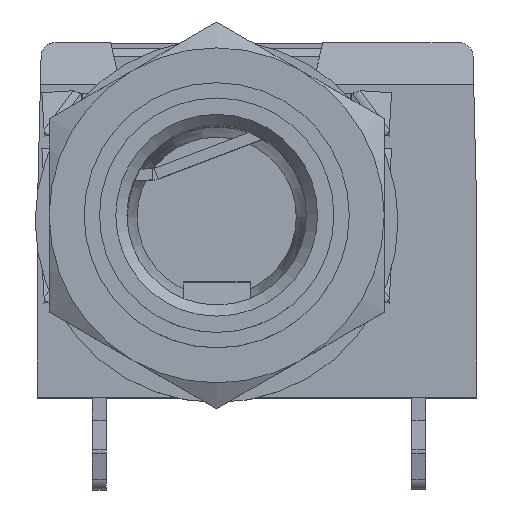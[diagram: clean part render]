
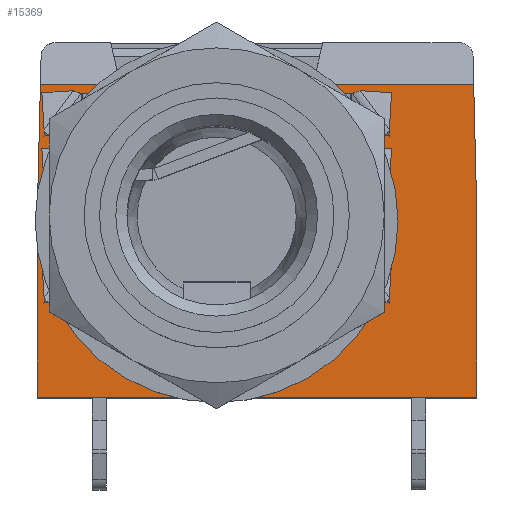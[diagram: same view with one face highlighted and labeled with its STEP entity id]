
A CAD part, top view. The second image highlights one B-rep face of the part: STEP entity #15369.
In plain terms, the highlighted planar face has unit normal (0, 0, 1).
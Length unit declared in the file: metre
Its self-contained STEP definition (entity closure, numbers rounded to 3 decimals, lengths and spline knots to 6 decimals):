
#306=CIRCLE('',#16335,0.0037);
#1735=ORIENTED_EDGE('',*,*,#6023,.F.);
#1736=ORIENTED_EDGE('',*,*,#6024,.T.);
#1737=ORIENTED_EDGE('',*,*,#6025,.T.);
#1738=ORIENTED_EDGE('',*,*,#6026,.T.);
#1739=ORIENTED_EDGE('',*,*,#5692,.F.);
#1740=ORIENTED_EDGE('',*,*,#6027,.T.);
#1741=ORIENTED_EDGE('',*,*,#6028,.T.);
#1742=ORIENTED_EDGE('',*,*,#6029,.T.);
#1743=ORIENTED_EDGE('',*,*,#6030,.F.);
#1744=ORIENTED_EDGE('',*,*,#6031,.F.);
#1745=ORIENTED_EDGE('',*,*,#5820,.F.);
#1746=ORIENTED_EDGE('',*,*,#6032,.F.);
#5692=EDGE_CURVE('',#7901,#7902,#306,.T.);
#5820=EDGE_CURVE('',#8018,#8019,#9489,.T.);
#6023=EDGE_CURVE('',#8180,#8181,#9684,.T.);
#6024=EDGE_CURVE('',#8180,#8182,#9685,.T.);
#6025=EDGE_CURVE('',#8182,#8183,#9686,.T.);
#6026=EDGE_CURVE('',#8183,#7902,#9687,.T.);
#6027=EDGE_CURVE('',#7901,#8184,#9688,.T.);
#6028=EDGE_CURVE('',#8184,#8185,#9689,.T.);
#6029=EDGE_CURVE('',#8185,#8186,#9690,.T.);
#6030=EDGE_CURVE('',#8187,#8186,#9691,.T.);
#6031=EDGE_CURVE('',#8019,#8187,#9692,.T.);
#6032=EDGE_CURVE('',#8181,#8018,#9693,.T.);
#7901=VERTEX_POINT('',#22351);
#7902=VERTEX_POINT('',#22352);
#8018=VERTEX_POINT('',#22611);
#8019=VERTEX_POINT('',#22613);
#8180=VERTEX_POINT('',#23000);
#8181=VERTEX_POINT('',#23001);
#8182=VERTEX_POINT('',#23003);
#8183=VERTEX_POINT('',#23005);
#8184=VERTEX_POINT('',#23008);
#8185=VERTEX_POINT('',#23010);
#8186=VERTEX_POINT('',#23012);
#8187=VERTEX_POINT('',#23014);
#9489=LINE('',#22612,#11275);
#9684=LINE('',#22999,#11470);
#9685=LINE('',#23002,#11471);
#9686=LINE('',#23004,#11472);
#9687=LINE('',#23006,#11473);
#9688=LINE('',#23007,#11474);
#9689=LINE('',#23009,#11475);
#9690=LINE('',#23011,#11476);
#9691=LINE('',#23013,#11477);
#9692=LINE('',#23015,#11478);
#9693=LINE('',#23016,#11479);
#11275=VECTOR('',#18072,1.);
#11470=VECTOR('',#18329,1.);
#11471=VECTOR('',#18330,1.);
#11472=VECTOR('',#18331,1.);
#11473=VECTOR('',#18332,1.);
#11474=VECTOR('',#18333,1.);
#11475=VECTOR('',#18334,1.);
#11476=VECTOR('',#18335,1.);
#11477=VECTOR('',#18336,1.);
#11478=VECTOR('',#18337,1.);
#11479=VECTOR('',#18338,1.);
#12904=EDGE_LOOP('',(#1735,#1736,#1737,#1738,#1739,#1740,#1741,#1742,#1743,
#1744,#1745,#1746));
#13833=FACE_BOUND('',#12904,.T.);
#14720=PLANE('',#16400);
#15369=ADVANCED_FACE('',(#13833),#14720,.F.);
#16335=AXIS2_PLACEMENT_3D('',#22350,#17901,#17902);
#16400=AXIS2_PLACEMENT_3D('',#22998,#18327,#18328);
#17901=DIRECTION('',(0.,0.,1.));
#17902=DIRECTION('',(1.,0.,0.));
#18072=DIRECTION('',(-1.,0.,0.));
#18327=DIRECTION('',(0.,0.,-1.));
#18328=DIRECTION('',(-1.,0.,0.));
#18329=DIRECTION('',(0.024,-1.,0.));
#18330=DIRECTION('',(-1.,0.,0.));
#18331=DIRECTION('',(-0.224,-0.975,0.));
#18332=DIRECTION('',(0.,-1.,0.));
#18333=DIRECTION('',(0.,1.,0.));
#18334=DIRECTION('',(-0.224,0.975,0.));
#18335=DIRECTION('',(-1.,0.,0.));
#18336=DIRECTION('',(0.024,1.,0.));
#18337=DIRECTION('',(0.,1.,0.));
#18338=DIRECTION('',(0.,-1.,0.));
#22350=CARTESIAN_POINT('',(0.,0.,0.));
#22351=CARTESIAN_POINT('',(-0.0031,0.00202,0.));
#22352=CARTESIAN_POINT('',(0.0031,0.00202,0.));
#22611=CARTESIAN_POINT('',(0.00932,-0.0065,0.));
#22612=CARTESIAN_POINT('',(0.00932,-0.0065,0.));
#22613=CARTESIAN_POINT('',(-0.00643,-0.0065,0.));
#22998=CARTESIAN_POINT('',(0.010108,-0.00706,0.));
#22999=CARTESIAN_POINT('',(0.009206,0.0047,0.));
#23000=CARTESIAN_POINT('',(0.009206,0.0047,0.));
#23001=CARTESIAN_POINT('',(0.00932,0.,0.));
#23002=CARTESIAN_POINT('',(0.010108,0.0047,0.));
#23003=CARTESIAN_POINT('',(0.003455,0.0047,0.));
#23004=CARTESIAN_POINT('',(0.003455,0.0047,0.));
#23005=CARTESIAN_POINT('',(0.0031,0.003154,0.));
#23006=CARTESIAN_POINT('',(0.0031,0.003154,0.));
#23007=CARTESIAN_POINT('',(-0.0031,0.00202,0.));
#23008=CARTESIAN_POINT('',(-0.0031,0.003154,0.));
#23009=CARTESIAN_POINT('',(-0.0031,0.003154,0.));
#23010=CARTESIAN_POINT('',(-0.003455,0.0047,0.));
#23011=CARTESIAN_POINT('',(-0.003455,0.0047,0.));
#23012=CARTESIAN_POINT('',(-0.006316,0.0047,0.));
#23013=CARTESIAN_POINT('',(-0.00643,0.,0.));
#23014=CARTESIAN_POINT('',(-0.00643,0.,0.));
#23015=CARTESIAN_POINT('',(-0.00643,-0.0065,0.));
#23016=CARTESIAN_POINT('',(0.00932,0.,0.));
